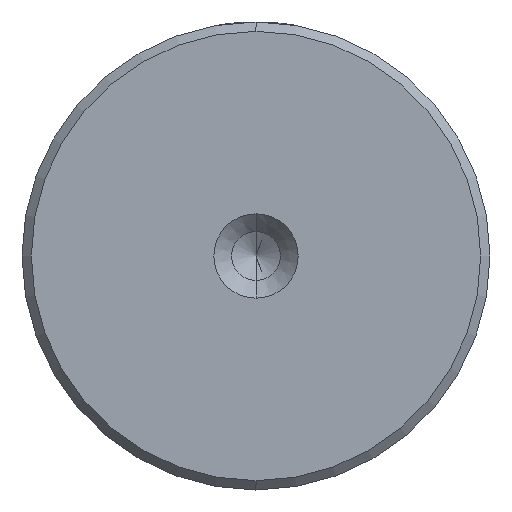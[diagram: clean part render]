
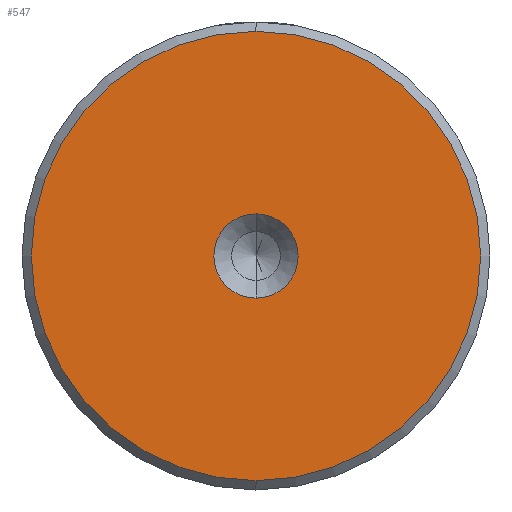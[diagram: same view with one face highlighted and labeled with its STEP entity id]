
A CAD part, left-side view. The second image highlights one B-rep face of the part: STEP entity #547.
In plain terms, the highlighted planar face has unit normal (-1, 0, 0).
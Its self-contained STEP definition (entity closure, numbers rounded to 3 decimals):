
#295 = EDGE_CURVE ( 'NONE', #346, #1208, #1332, .T. ) ;
#346 = VERTEX_POINT ( 'NONE', #682 ) ;
#430 = FACE_OUTER_BOUND ( 'NONE', #669, .T. ) ;
#524 = ORIENTED_EDGE ( 'NONE', *, *, #295, .F. ) ;
#547 = ADVANCED_FACE ( 'NONE', ( #430, #2257 ), #1288, .T. ) ;
#595 = DIRECTION ( 'NONE',  ( -1., 0., 0. ) ) ;
#622 = EDGE_CURVE ( 'NONE', #1561, #1866, #2092, .T. ) ;
#669 = EDGE_LOOP ( 'NONE', ( #1677, #2009 ) ) ;
#682 = CARTESIAN_POINT ( 'NONE',  ( 0., 0., -2.25 ) ) ;
#708 = CARTESIAN_POINT ( 'NONE',  ( 0., 0., 0. ) ) ;
#746 = DIRECTION ( 'NONE',  ( 0., 0., 1. ) ) ;
#760 = DIRECTION ( 'NONE',  ( -1., 0., 0. ) ) ;
#787 = DIRECTION ( 'NONE',  ( 0., 0., 1. ) ) ;
#826 = CARTESIAN_POINT ( 'NONE',  ( 0., 0., 0. ) ) ;
#849 = CARTESIAN_POINT ( 'NONE',  ( 0., 0., 0. ) ) ;
#879 = DIRECTION ( 'NONE',  ( 0., 0., 1. ) ) ;
#889 = AXIS2_PLACEMENT_3D ( 'NONE', #1421, #1266, #1259 ) ;
#966 = EDGE_CURVE ( 'NONE', #1208, #346, #2168, .T. ) ;
#999 = DIRECTION ( 'NONE',  ( 0., 0., 1. ) ) ;
#1053 = CARTESIAN_POINT ( 'NONE',  ( 0., 0., -12. ) ) ;
#1120 = CARTESIAN_POINT ( 'NONE',  ( 0., 0., 0. ) ) ;
#1208 = VERTEX_POINT ( 'NONE', #1376 ) ;
#1259 = DIRECTION ( 'NONE',  ( 0., 0., 1. ) ) ;
#1266 = DIRECTION ( 'NONE',  ( -1., 0., 0. ) ) ;
#1288 = PLANE ( 'NONE',  #1320 ) ;
#1320 = AXIS2_PLACEMENT_3D ( 'NONE', #1120, #595, #787 ) ;
#1332 = CIRCLE ( 'NONE', #1696, 2.25 ) ;
#1341 = EDGE_LOOP ( 'NONE', ( #1646, #524 ) ) ;
#1376 = CARTESIAN_POINT ( 'NONE',  ( 0., 0., 2.25 ) ) ;
#1421 = CARTESIAN_POINT ( 'NONE',  ( 0., 0., 0. ) ) ;
#1561 = VERTEX_POINT ( 'NONE', #2187 ) ;
#1646 = ORIENTED_EDGE ( 'NONE', *, *, #966, .F. ) ;
#1677 = ORIENTED_EDGE ( 'NONE', *, *, #1850, .T. ) ;
#1696 = AXIS2_PLACEMENT_3D ( 'NONE', #849, #760, #746 ) ;
#1808 = CIRCLE ( 'NONE', #1903, 12. ) ;
#1850 = EDGE_CURVE ( 'NONE', #1866, #1561, #1808, .T. ) ;
#1866 = VERTEX_POINT ( 'NONE', #1053 ) ;
#1897 = DIRECTION ( 'NONE',  ( -1., 0., 0. ) ) ;
#1903 = AXIS2_PLACEMENT_3D ( 'NONE', #708, #1897, #879 ) ;
#1988 = AXIS2_PLACEMENT_3D ( 'NONE', #826, #2022, #999 ) ;
#2009 = ORIENTED_EDGE ( 'NONE', *, *, #622, .T. ) ;
#2022 = DIRECTION ( 'NONE',  ( -1., 0., 0. ) ) ;
#2092 = CIRCLE ( 'NONE', #889, 12. ) ;
#2168 = CIRCLE ( 'NONE', #1988, 2.25 ) ;
#2187 = CARTESIAN_POINT ( 'NONE',  ( 0., 0., 12. ) ) ;
#2257 = FACE_BOUND ( 'NONE', #1341, .T. ) ;
